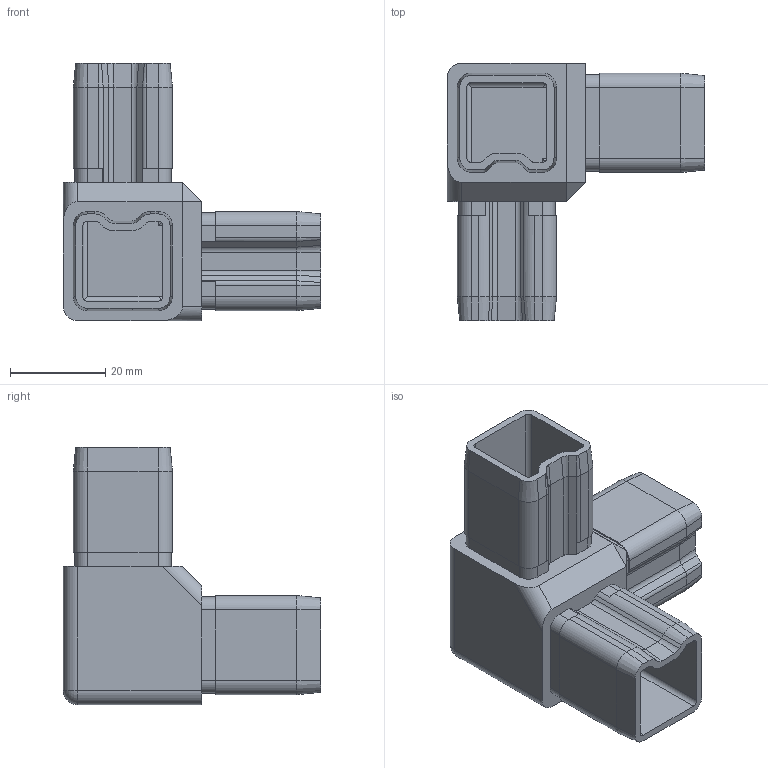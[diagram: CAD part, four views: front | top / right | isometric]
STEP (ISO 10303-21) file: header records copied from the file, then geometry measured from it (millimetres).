
FILE_DESCRIPTION (( 'STEP AP203' ), '1' );
FILE_NAME ('10142525.step', '2020-03-09T09:37:30', ( '' ), ( '' ), 'SwSTEP 2.0', 'SolidWorks 2015', '' );
FILE_SCHEMA (( 'CONFIG_CONTROL_DESIGN' ));
Length unit declared in the file: millimetre
Products named in the file (2): 10142525
Bounding box: 54 x 54 x 54 mm (x, y, z)
Volume: 22910.3 mm3; surface area: 17316.1 mm2
Topology: 1 solids, 1 shells, 434 faces, 1108 edges, 698 vertices
Faces by surface type: plane 258, bspline 85, cylinder 66, cone 24, sphere 1
Entity records: 17677 total; most frequent: CARTESIAN_POINT 7618, ORIENTED_EDGE 2214, DIRECTION 1747, EDGE_CURVE 1107, LINE 773, VECTOR 773, VERTEX_POINT 698, AXIS2_PLACEMENT_3D 487
